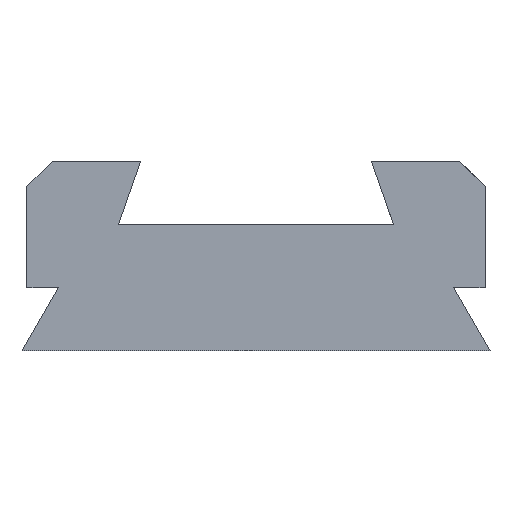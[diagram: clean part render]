
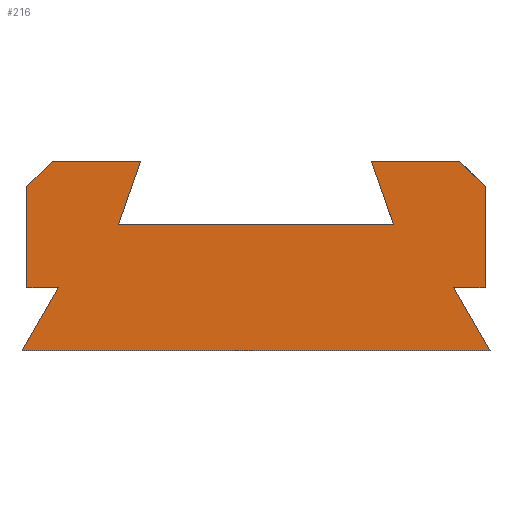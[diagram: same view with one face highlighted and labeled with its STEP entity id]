
A CAD part, front view. The second image highlights one B-rep face of the part: STEP entity #216.
In plain terms, the highlighted planar face has unit normal (0, -1, 0).
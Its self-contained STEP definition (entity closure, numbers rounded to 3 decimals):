
#32 = VERTEX_POINT('',#33);
#33 = CARTESIAN_POINT('',(71.746,-150.,10.));
#39 = EDGE_CURVE('',#32,#40,#42,.T.);
#40 = VERTEX_POINT('',#41);
#41 = CARTESIAN_POINT('',(71.746,-150.,26.));
#42 = LINE('',#43,#44);
#43 = CARTESIAN_POINT('',(71.746,-150.,10.));
#44 = VECTOR('',#45,1.);
#45 = DIRECTION('',(0.,0.,1.));
#174 = EDGE_CURVE('',#40,#175,#177,.T.);
#175 = VERTEX_POINT('',#176);
#176 = CARTESIAN_POINT('',(75.746,-150.,30.));
#177 = LINE('',#178,#179);
#178 = CARTESIAN_POINT('',(78.828,-150.,33.082));
#179 = VECTOR('',#180,1.);
#180 = DIRECTION('',(0.707,0.,0.707)
  );
#197 = VERTEX_POINT('',#198);
#198 = CARTESIAN_POINT('',(76.746,-150.,10.));
#204 = EDGE_CURVE('',#197,#32,#205,.T.);
#205 = LINE('',#206,#207);
#206 = CARTESIAN_POINT('',(76.746,-150.,10.));
#207 = VECTOR('',#208,1.);
#208 = DIRECTION('',(-1.,-0.,0.));
#216 = ADVANCED_FACE('',(#217),#308,.F.);
#217 = FACE_BOUND('',#218,.F.);
#218 = EDGE_LOOP('',(#219,#220,#221,#229,#237,#245,#253,#261,#269,#277,
    #285,#293,#301,#307));
#219 = ORIENTED_EDGE('',*,*,#39,.T.);
#220 = ORIENTED_EDGE('',*,*,#174,.T.);
#221 = ORIENTED_EDGE('',*,*,#222,.T.);
#222 = EDGE_CURVE('',#175,#223,#225,.T.);
#223 = VERTEX_POINT('',#224);
#224 = CARTESIAN_POINT('',(89.722,-150.,30.));
#225 = LINE('',#226,#227);
#226 = CARTESIAN_POINT('',(71.746,-150.,30.));
#227 = VECTOR('',#228,1.);
#228 = DIRECTION('',(1.,0.,0.));
#229 = ORIENTED_EDGE('',*,*,#230,.T.);
#230 = EDGE_CURVE('',#223,#231,#233,.T.);
#231 = VERTEX_POINT('',#232);
#232 = CARTESIAN_POINT('',(86.222,-150.,20.));
#233 = LINE('',#234,#235);
#234 = CARTESIAN_POINT('',(89.722,-150.,30.));
#235 = VECTOR('',#236,1.);
#236 = DIRECTION('',(-0.33,0.,-0.944)
  );
#237 = ORIENTED_EDGE('',*,*,#238,.T.);
#238 = EDGE_CURVE('',#231,#239,#241,.T.);
#239 = VERTEX_POINT('',#240);
#240 = CARTESIAN_POINT('',(129.722,-150.,20.));
#241 = LINE('',#242,#243);
#242 = CARTESIAN_POINT('',(86.222,-150.,20.));
#243 = VECTOR('',#244,1.);
#244 = DIRECTION('',(1.,0.,0.));
#245 = ORIENTED_EDGE('',*,*,#246,.T.);
#246 = EDGE_CURVE('',#239,#247,#249,.T.);
#247 = VERTEX_POINT('',#248);
#248 = CARTESIAN_POINT('',(126.222,-150.,30.));
#249 = LINE('',#250,#251);
#250 = CARTESIAN_POINT('',(129.722,-150.,20.));
#251 = VECTOR('',#252,1.);
#252 = DIRECTION('',(-0.33,0.,0.944)
  );
#253 = ORIENTED_EDGE('',*,*,#254,.T.);
#254 = EDGE_CURVE('',#247,#255,#257,.T.);
#255 = VERTEX_POINT('',#256);
#256 = CARTESIAN_POINT('',(140.199,-150.,30.));
#257 = LINE('',#258,#259);
#258 = CARTESIAN_POINT('',(126.222,-150.,30.));
#259 = VECTOR('',#260,1.);
#260 = DIRECTION('',(1.,0.,0.));
#261 = ORIENTED_EDGE('',*,*,#262,.T.);
#262 = EDGE_CURVE('',#255,#263,#265,.T.);
#263 = VERTEX_POINT('',#264);
#264 = CARTESIAN_POINT('',(144.199,-150.,26.));
#265 = LINE('',#266,#267);
#266 = CARTESIAN_POINT('',(137.117,-150.,33.082));
#267 = VECTOR('',#268,1.);
#268 = DIRECTION('',(0.707,0.,-0.707)
  );
#269 = ORIENTED_EDGE('',*,*,#270,.T.);
#270 = EDGE_CURVE('',#263,#271,#273,.T.);
#271 = VERTEX_POINT('',#272);
#272 = CARTESIAN_POINT('',(144.199,-150.,10.));
#273 = LINE('',#274,#275);
#274 = CARTESIAN_POINT('',(144.199,-150.,30.));
#275 = VECTOR('',#276,1.);
#276 = DIRECTION('',(0.,0.,-1.));
#277 = ORIENTED_EDGE('',*,*,#278,.T.);
#278 = EDGE_CURVE('',#271,#279,#281,.T.);
#279 = VERTEX_POINT('',#280);
#280 = CARTESIAN_POINT('',(139.199,-150.,10.));
#281 = LINE('',#282,#283);
#282 = CARTESIAN_POINT('',(144.199,-150.,10.));
#283 = VECTOR('',#284,1.);
#284 = DIRECTION('',(-1.,-0.,0.));
#285 = ORIENTED_EDGE('',*,*,#286,.T.);
#286 = EDGE_CURVE('',#279,#287,#289,.T.);
#287 = VERTEX_POINT('',#288);
#288 = CARTESIAN_POINT('',(144.972,-150.,0.));
#289 = LINE('',#290,#291);
#290 = CARTESIAN_POINT('',(139.199,-150.,10.));
#291 = VECTOR('',#292,1.);
#292 = DIRECTION('',(0.5,0.,-0.866)
  );
#293 = ORIENTED_EDGE('',*,*,#294,.T.);
#294 = EDGE_CURVE('',#287,#295,#297,.T.);
#295 = VERTEX_POINT('',#296);
#296 = CARTESIAN_POINT('',(70.972,-150.,0.));
#297 = LINE('',#298,#299);
#298 = CARTESIAN_POINT('',(144.972,-150.,0.));
#299 = VECTOR('',#300,1.);
#300 = DIRECTION('',(-1.,-0.,0.));
#301 = ORIENTED_EDGE('',*,*,#302,.T.);
#302 = EDGE_CURVE('',#295,#197,#303,.T.);
#303 = LINE('',#304,#305);
#304 = CARTESIAN_POINT('',(70.972,-150.,0.));
#305 = VECTOR('',#306,1.);
#306 = DIRECTION('',(0.5,0.,0.866));
#307 = ORIENTED_EDGE('',*,*,#204,.T.);
#308 = PLANE('',#309);
#309 = AXIS2_PLACEMENT_3D('',#310,#311,#312);
#310 = CARTESIAN_POINT('',(107.972,-150.,14.103));
#311 = DIRECTION('',(0.,1.,0.));
#312 = DIRECTION('',(0.,0.,1.));
